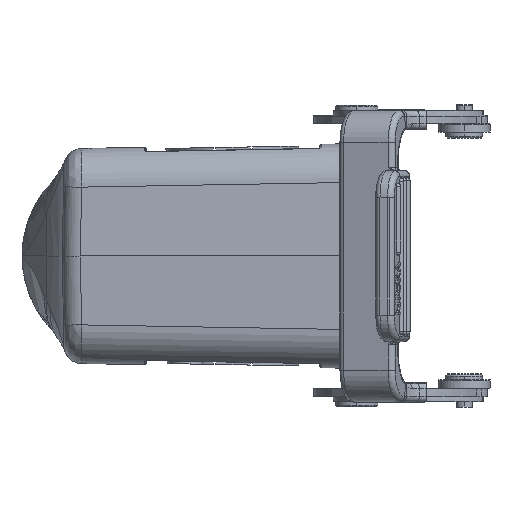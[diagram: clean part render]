
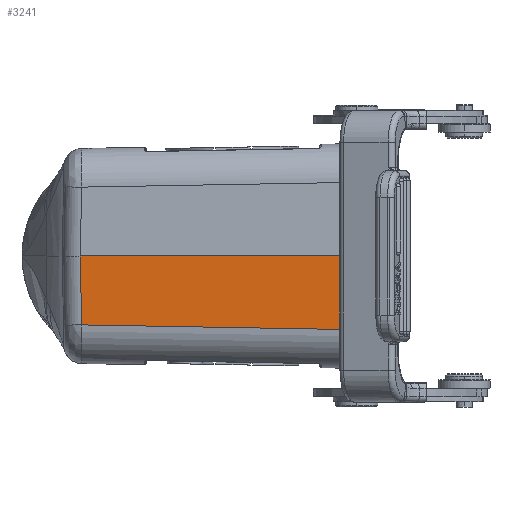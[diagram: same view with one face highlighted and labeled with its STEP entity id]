
A CAD part, left-side view. The second image highlights one B-rep face of the part: STEP entity #3241.
In plain terms, the highlighted planar face has unit normal (-1, 0.018, -0.017).
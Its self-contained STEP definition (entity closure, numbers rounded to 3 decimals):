
#1476=FACE_OUTER_BOUND('',#7782,.T.);
#3241=ADVANCED_FACE('NONE',(#1476),#4982,.T.);
#4982=PLANE('',#33043);
#7782=EDGE_LOOP('',(#11881,#11882,#11883,#11884));
#11881=ORIENTED_EDGE('',*,*,#23602,.T.);
#11882=ORIENTED_EDGE('',*,*,#23705,.T.);
#11883=ORIENTED_EDGE('',*,*,#23713,.F.);
#11884=ORIENTED_EDGE('',*,*,#23714,.F.);
#20289=VERTEX_POINT('',#46995);
#20294=VERTEX_POINT('',#47133);
#20367=VERTEX_POINT('',#48483);
#20373=VERTEX_POINT('',#48510);
#23602=EDGE_CURVE('',#20294,#20289,#28086,.T.);
#23705=EDGE_CURVE('',#20289,#20367,#28108,.T.);
#23713=EDGE_CURVE('',#20373,#20367,#28109,.T.);
#23714=EDGE_CURVE('',#20294,#20373,#28110,.T.);
#28086=LINE('',#47134,#30586);
#28108=LINE('',#48484,#30608);
#28109=LINE('',#48509,#30609);
#28110=LINE('',#48511,#30610);
#30586=VECTOR('',#36358,1.);
#30608=VECTOR('',#36504,1.);
#30609=VECTOR('',#36519,1.);
#30610=VECTOR('',#36520,1.);
#33043=AXIS2_PLACEMENT_3D('',#48512,#36521,#36522);
#36358=DIRECTION('',(0.017,-0.017,-1.));
#36504=DIRECTION('',(-0.017,-1.,-0.017));
#36519=DIRECTION('',(0.017,0.,-1.));
#36520=DIRECTION('',(-0.017,-1.,0.));
#36521=DIRECTION('',(-1.,0.017,-0.017));
#36522=DIRECTION('',(-0.017,-1.,0.));
#46995=CARTESIAN_POINT('',(-58.753,49.633,-13.114));
#47133=CARTESIAN_POINT('',(-58.978,49.862,0.));
#47134=CARTESIAN_POINT('',(-59.009,49.894,1.83));
#48483=CARTESIAN_POINT('',(-59.739,-7.883,-14.118));
#48484=CARTESIAN_POINT('',(-59.748,-8.409,-14.127));
#48509=CARTESIAN_POINT('',(-59.739,-7.883,-14.14));
#48510=CARTESIAN_POINT('',(-59.986,-7.882,0.));
#48511=CARTESIAN_POINT('',(-60.,-8.693,0.));
#48512=CARTESIAN_POINT('',(-60.049,-8.7,2.835));
